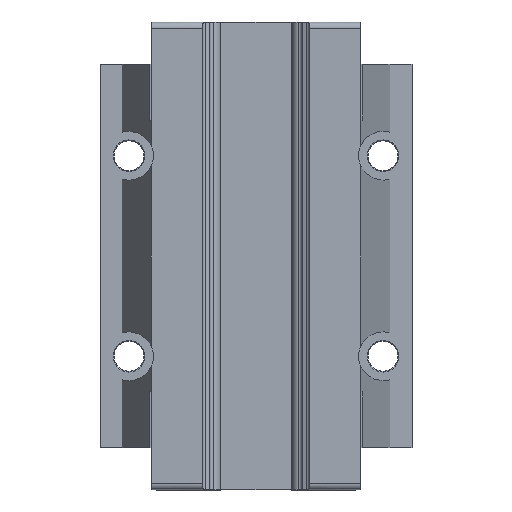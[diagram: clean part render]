
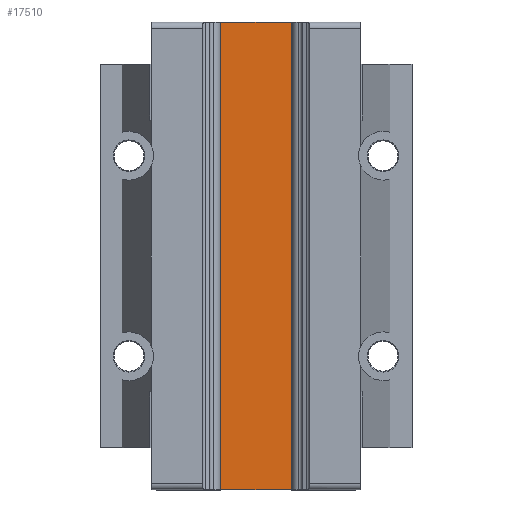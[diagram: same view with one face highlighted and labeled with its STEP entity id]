
A CAD part, front view. The second image highlights one B-rep face of the part: STEP entity #17510.
In plain terms, the highlighted planar face has unit normal (0, -1, 0).
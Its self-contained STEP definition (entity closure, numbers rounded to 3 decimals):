
#1846 = PLANE ( 'NONE',  #16648 ) ;
#1892 = CARTESIAN_POINT ( 'NONE',  ( 8.834, 6.3, -9.5 ) ) ;
#1899 = DIRECTION ( 'NONE',  ( 0., 1., 0. ) ) ;
#1900 = DIRECTION ( 'NONE',  ( 0., 0., 1. ) ) ;
#3322 = EDGE_CURVE ( 'NONE', #15627, #15632, #17008, .T. ) ;
#3639 = EDGE_CURVE ( 'NONE', #15982, #15968, #13719, .T. ) ;
#5665 = CARTESIAN_POINT ( 'NONE',  ( -8.834, 6.3, -9.5 ) ) ;
#5667 = CARTESIAN_POINT ( 'NONE',  ( 8.834, 6.3, -9.5 ) ) ;
#5668 = DIRECTION ( 'NONE',  ( 0., 0., 1. ) ) ;
#5670 = DIRECTION ( 'NONE',  ( 0., 0., 1. ) ) ;
#5827 = CARTESIAN_POINT ( 'NONE',  ( -8.834, 6.3, 95.45 ) ) ;
#5833 = CARTESIAN_POINT ( 'NONE',  ( 8.834, 6.3, 95.45 ) ) ;
#6117 = CARTESIAN_POINT ( 'NONE',  ( -8.834, 6.3, -9.45 ) ) ;
#6131 = CARTESIAN_POINT ( 'NONE',  ( 8.834, 6.3, -9.45 ) ) ;
#6898 = DIRECTION ( 'NONE',  ( -1., 0., 0. ) ) ;
#6902 = CARTESIAN_POINT ( 'NONE',  ( -23.5, 6.3, -9.45 ) ) ;
#8085 = ORIENTED_EDGE ( 'NONE', *, *, #9482, .T. ) ;
#8086 = ORIENTED_EDGE ( 'NONE', *, *, #3322, .F. ) ;
#8087 = ORIENTED_EDGE ( 'NONE', *, *, #9481, .F. ) ;
#8088 = ORIENTED_EDGE ( 'NONE', *, *, #3639, .F. ) ;
#9269 = VECTOR ( 'NONE', #5670, 1000. ) ;
#9278 = VECTOR ( 'NONE', #5668, 1000. ) ;
#9281 = LINE ( 'NONE', #5667, #9269 ) ;
#9285 = LINE ( 'NONE', #5665, #9278 ) ;
#9351 = FACE_OUTER_BOUND ( 'NONE', #10866, .T. ) ;
#9481 = EDGE_CURVE ( 'NONE', #15968, #15627, #9285, .T. ) ;
#9482 = EDGE_CURVE ( 'NONE', #15982, #15632, #9281, .T. ) ;
#10866 = EDGE_LOOP ( 'NONE', ( #8085, #8086, #8087, #8088 ) ) ;
#13338 = DIRECTION ( 'NONE',  ( 1., 0., 0. ) ) ;
#13358 = CARTESIAN_POINT ( 'NONE',  ( -23.5, 6.3, 95.45 ) ) ;
#13718 = VECTOR ( 'NONE', #6898, 1000. ) ;
#13719 = LINE ( 'NONE', #6902, #13718 ) ;
#15627 = VERTEX_POINT ( 'NONE', #5827 ) ;
#15632 = VERTEX_POINT ( 'NONE', #5833 ) ;
#15968 = VERTEX_POINT ( 'NONE', #6117 ) ;
#15982 = VERTEX_POINT ( 'NONE', #6131 ) ;
#16648 = AXIS2_PLACEMENT_3D ( 'NONE', #1892, #1899, #1900 ) ;
#17008 = LINE ( 'NONE', #13358, #17012 ) ;
#17012 = VECTOR ( 'NONE', #13338, 1000. ) ;
#17510 = ADVANCED_FACE ( 'NONE', ( #9351 ), #1846, .F. ) ;
